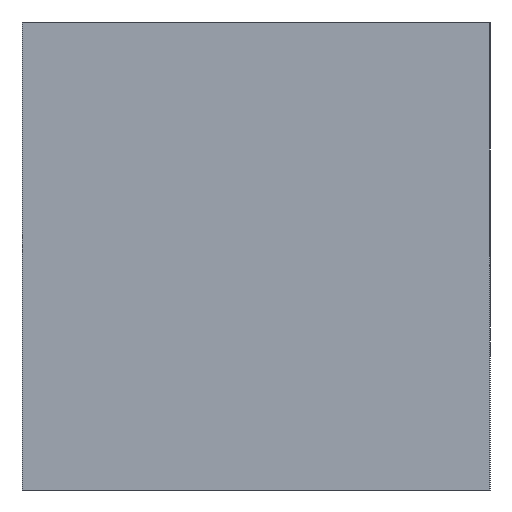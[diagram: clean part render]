
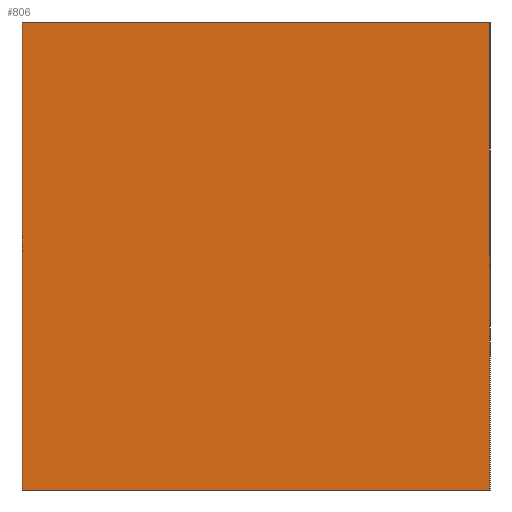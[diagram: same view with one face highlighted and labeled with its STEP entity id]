
A CAD part, left-side view. The second image highlights one B-rep face of the part: STEP entity #806.
In plain terms, the highlighted planar face has unit normal (-1, 0, 0).
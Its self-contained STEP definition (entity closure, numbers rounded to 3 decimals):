
#54=FACE_OUTER_BOUND('',#109,.T.);
#109=EDGE_LOOP('',(#615,#616,#617,#618));
#215=LINE('',#1293,#287);
#220=LINE('',#1306,#292);
#232=LINE('',#1331,#304);
#237=LINE('',#1347,#309);
#287=VECTOR('',#1024,31.8);
#292=VECTOR('',#1035,31.8);
#304=VECTOR('',#1051,31.8);
#309=VECTOR('',#1068,31.8);
#372=VERTEX_POINT('',#1290);
#373=VERTEX_POINT('',#1292);
#378=VERTEX_POINT('',#1305);
#389=VERTEX_POINT('',#1329);
#455=EDGE_CURVE('',#373,#372,#215,.T.);
#462=EDGE_CURVE('',#378,#373,#220,.T.);
#475=EDGE_CURVE('',#389,#372,#232,.T.);
#484=EDGE_CURVE('',#378,#389,#237,.T.);
#615=ORIENTED_EDGE('',*,*,#455,.T.);
#616=ORIENTED_EDGE('',*,*,#475,.F.);
#617=ORIENTED_EDGE('',*,*,#484,.F.);
#618=ORIENTED_EDGE('',*,*,#462,.T.);
#775=PLANE('',#892);
#806=ADVANCED_FACE('',(#54),#775,.F.);
#892=AXIS2_PLACEMENT_3D('',#1350,#1071,#1072);
#1024=DIRECTION('',(0.,0.,1.));
#1035=DIRECTION('',(0.,-1.,0.));
#1051=DIRECTION('',(0.,-1.,0.));
#1068=DIRECTION('',(0.,0.,1.));
#1071=DIRECTION('center_axis',(1.,0.,0.));
#1072=DIRECTION('ref_axis',(0.,0.,-1.));
#1290=CARTESIAN_POINT('',(-65.,-15.9,15.9));
#1292=CARTESIAN_POINT('',(-65.,-15.9,-15.9));
#1293=CARTESIAN_POINT('',(-65.,-15.9,-15.9));
#1305=CARTESIAN_POINT('',(-65.,15.9,-15.9));
#1306=CARTESIAN_POINT('',(-65.,15.9,-15.9));
#1329=CARTESIAN_POINT('',(-65.,15.9,15.9));
#1331=CARTESIAN_POINT('',(-65.,15.9,15.9));
#1347=CARTESIAN_POINT('',(-65.,15.9,-15.9));
#1350=CARTESIAN_POINT('Origin',(-65.,15.9,-15.9));
